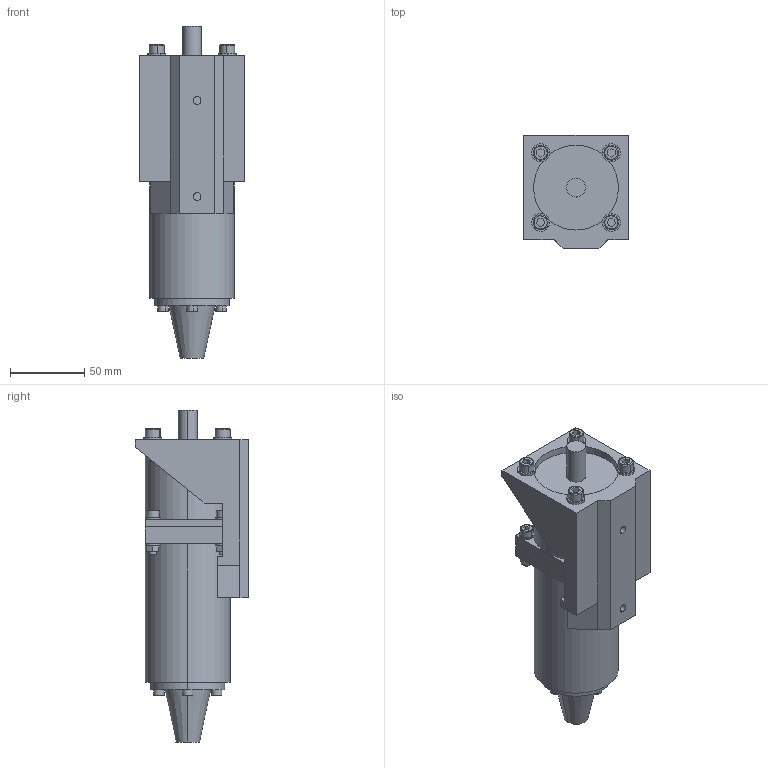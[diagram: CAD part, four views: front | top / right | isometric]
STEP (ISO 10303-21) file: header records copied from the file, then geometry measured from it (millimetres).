
FILE_DESCRIPTION (( 'STEP AP203' ), '1' );
FILE_NAME ('Antriebsgruppe.STEP', '2017-06-22T15:34:38', ( '' ), ( '' ), 'SwSTEP 2.0', 'SolidWorks 2016', '' );
FILE_SCHEMA (( 'CONFIG_CONTROL_DESIGN' ));
Length unit declared in the file: millimetre
Products named in the file (12): item_0_0_608_35_8et4m8deglsl0ataxumafd99s; Motorendkappe_Standard; unterlegscheibe_iso_7089-5-140_hv; Adaperplatte_Motor_Planetengetriebe_Standard; mutter_din934_m5-6; Planetengetriebe_vereinfacht_Standard; Motorhalterung_Standard; item_8_0_001_01_db7t418os61exlmrbbgsxdb57; item_0_0_655_09_d0pa98gnnmibjx5t7ijmn8s4w; unterlegscheibe_iso_7089-6-140_hv; Motor_Standard; Antriebsgruppe
Assembly tree (33 placements, depth 2):
  Antriebsgruppe
    Adaperplatte_Motor_Planetengetriebe_Standard
    Motor_Standard
    Motorendkappe_Standard
    Motorhalterung_Standard
    Planetengetriebe_vereinfacht_Standard
    item_8_0_001_01_db7t418os61exlmrbbgsxdb57  x4
    item_0_0_655_09_d0pa98gnnmibjx5t7ijmn8s4w  x4
    unterlegscheibe_iso_7089-6-140_hv  x4
    item_0_0_608_35_8et4m8deglsl0ataxumafd99s  x4
    unterlegscheibe_iso_7089-5-140_hv  x8
    mutter_din934_m5-6  x4
Bounding box: 70.23 x 76.3 x 222.9 mm (x, y, z)
Volume: 548044.6 mm3; surface area: 101274.7 mm2
Topology: 33 solids, 45 shells, 581 faces, 1374 edges, 886 vertices
Faces by surface type: plane 247, cylinder 176, bspline 96, cone 62
Entity records: 10304 total; most frequent: CARTESIAN_POINT 2178, DIRECTION 1380, ORIENTED_EDGE 1244, EDGE_CURVE 622, AXIS2_PLACEMENT_3D 532, VERTEX_POINT 404, EDGE_LOOP 318, VECTOR 316
